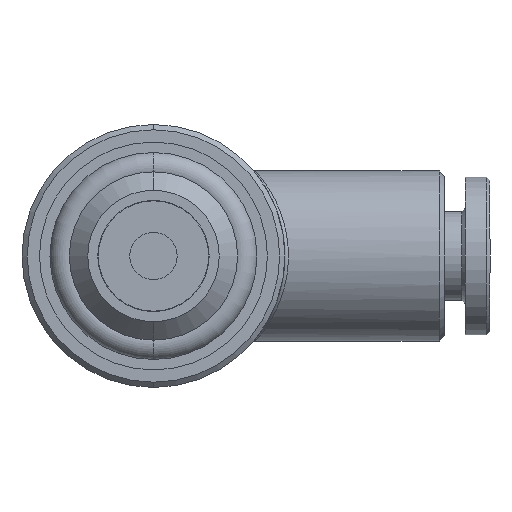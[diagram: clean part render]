
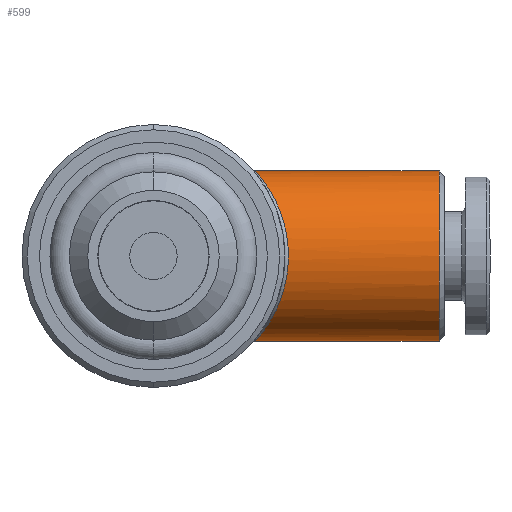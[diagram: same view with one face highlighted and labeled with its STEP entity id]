
A CAD part, front view. The second image highlights one B-rep face of the part: STEP entity #599.
In plain terms, the highlighted cylindrical face has radius 4.85 mm (diameter 9.7 mm), a partial arc.
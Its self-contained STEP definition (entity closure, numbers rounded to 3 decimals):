
#38 = DIRECTION ( 'NONE',  ( -1., 0., 0. ) ) ;
#39 = VECTOR ( 'NONE', #38, 1000. ) ;
#43 = CARTESIAN_POINT ( 'NONE',  ( -5.577, 15.4, 4.85 ) ) ;
#58 = LINE ( 'NONE', #43, #39 ) ;
#60 = CARTESIAN_POINT ( 'NONE',  ( 5.813, 15.4, 4.85 ) ) ;
#71 = CARTESIAN_POINT ( 'NONE',  ( 16.3, 15.4, 4.85 ) ) ;
#116 = CARTESIAN_POINT ( 'NONE',  ( 16.3, 15.4, -4.85 ) ) ;
#516 = EDGE_CURVE ( 'NONE', #1571, #1493, #1646, .T. ) ;
#577 = ORIENTED_EDGE ( 'NONE', *, *, #1570, .T. ) ;
#582 = ORIENTED_EDGE ( 'NONE', *, *, #516, .T. ) ;
#586 = ORIENTED_EDGE ( 'NONE', *, *, #587, .T. ) ;
#587 = EDGE_CURVE ( 'NONE', #1447, #1433, #1940, .T. ) ;
#591 = ORIENTED_EDGE ( 'NONE', *, *, #1494, .F. ) ;
#594 = EDGE_LOOP ( 'NONE', ( #591, #586, #609, #577, #582 ) ) ;
#599 = ADVANCED_FACE ( 'NONE', ( #2155 ), #1862, .T. ) ;
#609 = ORIENTED_EDGE ( 'NONE', *, *, #1420, .T. ) ;
#1419 = VERTEX_POINT ( 'NONE', #60 ) ;
#1420 = EDGE_CURVE ( 'NONE', #1433, #1419, #58, .T. ) ;
#1433 = VERTEX_POINT ( 'NONE', #71 ) ;
#1447 = VERTEX_POINT ( 'NONE', #116 ) ;
#1493 = VERTEX_POINT ( 'NONE', #3551 ) ;
#1494 = EDGE_CURVE ( 'NONE', #1447, #1493, #2885, .T. ) ;
#1570 = EDGE_CURVE ( 'NONE', #1419, #1571, #2516, .T. ) ;
#1571 = VERTEX_POINT ( 'NONE', #2498 ) ;
#1640 = CARTESIAN_POINT ( 'NONE',  ( 5.813, 15.4, -4.85 ) ) ;
#1641 = CARTESIAN_POINT ( 'NONE',  ( 5.813, 15.39, -4.85 ) ) ;
#1642 = CARTESIAN_POINT ( 'NONE',  ( 5.813, 15.37, -4.85 ) ) ;
#1643 = CARTESIAN_POINT ( 'NONE',  ( 5.813, 15.35, -4.85 ) ) ;
#1644 = CARTESIAN_POINT ( 'NONE',  ( 5.813, 15.34, -4.85 ) ) ;
#1646 = B_SPLINE_CURVE_WITH_KNOTS ( 'NONE', 3,
 ( #1644, #1643, #1642, #1641, #1640 ),
 .UNSPECIFIED., .F., .F.,
 ( 4, 1, 4 ),
 ( 0., 0., 0. ),
 .UNSPECIFIED. ) ;
#1862 = CYLINDRICAL_SURFACE ( 'NONE', #1865, 4.85 ) ;
#1863 = DIRECTION ( 'NONE',  ( -1., 0., 0. ) ) ;
#1864 = CARTESIAN_POINT ( 'NONE',  ( -5.577, 15.4, 0. ) ) ;
#1865 = AXIS2_PLACEMENT_3D ( 'NONE', #1864, #1863, #1891 ) ;
#1891 = DIRECTION ( 'NONE',  ( 0., 0., 1. ) ) ;
#1933 = DIRECTION ( 'NONE',  ( 0., 0., 1. ) ) ;
#1934 = DIRECTION ( 'NONE',  ( -1., 0., 0. ) ) ;
#1935 = CARTESIAN_POINT ( 'NONE',  ( 16.3, 15.4, 0. ) ) ;
#1936 = AXIS2_PLACEMENT_3D ( 'NONE', #1935, #1934, #1933 ) ;
#1940 = CIRCLE ( 'NONE', #1936, 4.85 ) ;
#2155 = FACE_OUTER_BOUND ( 'NONE', #594, .T. ) ;
#2482 = CARTESIAN_POINT ( 'NONE',  ( 7.37, 11.047, -2.162 ) ) ;
#2483 = CARTESIAN_POINT ( 'NONE',  ( 7.489, 10.865, -1.726 ) ) ;
#2484 = CARTESIAN_POINT ( 'NONE',  ( 6.716, 12.165, -3.626 ) ) ;
#2485 = CARTESIAN_POINT ( 'NONE',  ( 6.95, 11.737, -3.193 ) ) ;
#2486 = CARTESIAN_POINT ( 'NONE',  ( 7.065, 11.54, -2.954 ) ) ;
#2487 = CARTESIAN_POINT ( 'NONE',  ( 7.276, 11.194, -2.436 ) ) ;
#2488 = CARTESIAN_POINT ( 'NONE',  ( 6.361, 12.907, -4.172 ) ) ;
#2489 = CARTESIAN_POINT ( 'NONE',  ( 6.595, 12.4, -3.823 ) ) ;
#2490 = CARTESIAN_POINT ( 'NONE',  ( 6.055, 13.75, -4.572 ) ) ;
#2491 = CARTESIAN_POINT ( 'NONE',  ( 5.97, 14.057, -4.671 ) ) ;
#2492 = CARTESIAN_POINT ( 'NONE',  ( 5.813, 15.34, -4.85 ) ) ;
#2493 = CARTESIAN_POINT ( 'NONE',  ( 5.852, 14.683, -4.807 ) ) ;
#2494 = CARTESIAN_POINT ( 'NONE',  ( 5.817, 15.007, -4.845 ) ) ;
#2495 = CARTESIAN_POINT ( 'NONE',  ( 6.25, 13.177, -4.322 ) ) ;
#2498 = CARTESIAN_POINT ( 'NONE',  ( 5.813, 15.34, -4.85 ) ) ;
#2507 = CARTESIAN_POINT ( 'NONE',  ( 6.043, 13.805, 4.583 ) ) ;
#2508 = CARTESIAN_POINT ( 'NONE',  ( 5.964, 14.11, 4.678 ) ) ;
#2509 = CARTESIAN_POINT ( 'NONE',  ( 5.929, 14.268, 4.719 ) ) ;
#2510 = CARTESIAN_POINT ( 'NONE',  ( 5.844, 14.745, 4.816 ) ) ;
#2511 = CARTESIAN_POINT ( 'NONE',  ( 7.355, 11.07, 2.209 ) ) ;
#2512 = CARTESIAN_POINT ( 'NONE',  ( 7.259, 11.222, 2.482 ) ) ;
#2513 = CARTESIAN_POINT ( 'NONE',  ( 7.045, 11.574, 2.996 ) ) ;
#2514 = CARTESIAN_POINT ( 'NONE',  ( 5.813, 15.069, 4.85 ) ) ;
#2515 = CARTESIAN_POINT ( 'NONE',  ( 5.813, 15.4, 4.85 ) ) ;
#2516 = B_SPLINE_CURVE_WITH_KNOTS ( 'NONE', 3,
 ( #2515, #2514, #2510, #2509, #2508, #2507, #2522, #2521, #2520, #2519, #2518, #2517, #2513, #2512, #2511, #2535, #2534, #2533, #2525, #2524, #2523, #2532, #2531, #2530, #2529, #2528, #2527, #2526, #2483, #2482, #2487, #2486, #2485, #2484, #2489, #2488, #2495, #2490, #2491, #2493, #2494, #2492 ),
 .UNSPECIFIED., .F., .F.,
 ( 4, 2, 2, 2, 2, 2, 2, 2, 2, 2, 2, 2, 2, 2, 2, 2, 2, 2, 2, 2, 4 ),
 ( 0.016, 0.017, 0.018, 0.018, 0.019, 0.02, 0.021, 0.022, 0.023, 0.023, 0.024, 0.024, 0.025, 0.026, 0.026, 0.027, 0.028, 0.029, 0.03, 0.031, 0.032 ),
 .UNSPECIFIED. ) ;
#2517 = CARTESIAN_POINT ( 'NONE',  ( 6.929, 11.773, 3.234 ) ) ;
#2518 = CARTESIAN_POINT ( 'NONE',  ( 6.693, 12.207, 3.664 ) ) ;
#2519 = CARTESIAN_POINT ( 'NONE',  ( 6.573, 12.445, 3.858 ) ) ;
#2520 = CARTESIAN_POINT ( 'NONE',  ( 6.34, 12.957, 4.201 ) ) ;
#2521 = CARTESIAN_POINT ( 'NONE',  ( 6.231, 13.228, 4.348 ) ) ;
#2522 = CARTESIAN_POINT ( 'NONE',  ( 6.087, 13.658, 4.529 ) ) ;
#2523 = CARTESIAN_POINT ( 'NONE',  ( 7.67, 10.595, 0.676 ) ) ;
#2524 = CARTESIAN_POINT ( 'NONE',  ( 7.652, 10.62, 0.837 ) ) ;
#2525 = CARTESIAN_POINT ( 'NONE',  ( 7.607, 10.687, 1.154 ) ) ;
#2526 = CARTESIAN_POINT ( 'NONE',  ( 7.525, 10.81, -1.576 ) ) ;
#2527 = CARTESIAN_POINT ( 'NONE',  ( 7.588, 10.716, -1.268 ) ) ;
#2528 = CARTESIAN_POINT ( 'NONE',  ( 7.615, 10.676, -1.109 ) ) ;
#2529 = CARTESIAN_POINT ( 'NONE',  ( 7.679, 10.58, -0.631 ) ) ;
#2530 = CARTESIAN_POINT ( 'NONE',  ( 7.701, 10.549, -0.308 ) ) ;
#2531 = CARTESIAN_POINT ( 'NONE',  ( 7.7, 10.551, 0.183 ) ) ;
#2532 = CARTESIAN_POINT ( 'NONE',  ( 7.693, 10.56, 0.349 ) ) ;
#2533 = CARTESIAN_POINT ( 'NONE',  ( 7.58, 10.728, 1.31 ) ) ;
#2534 = CARTESIAN_POINT ( 'NONE',  ( 7.515, 10.825, 1.617 ) ) ;
#2535 = CARTESIAN_POINT ( 'NONE',  ( 7.478, 10.881, 1.769 ) ) ;
#2883 = DIRECTION ( 'NONE',  ( -1., 0., 0. ) ) ;
#2884 = CARTESIAN_POINT ( 'NONE',  ( -5.577, 15.4, -4.85 ) ) ;
#2885 = LINE ( 'NONE', #2884, #2886 ) ;
#2886 = VECTOR ( 'NONE', #2883, 1000. ) ;
#3551 = CARTESIAN_POINT ( 'NONE',  ( 5.813, 15.4, -4.85 ) ) ;
